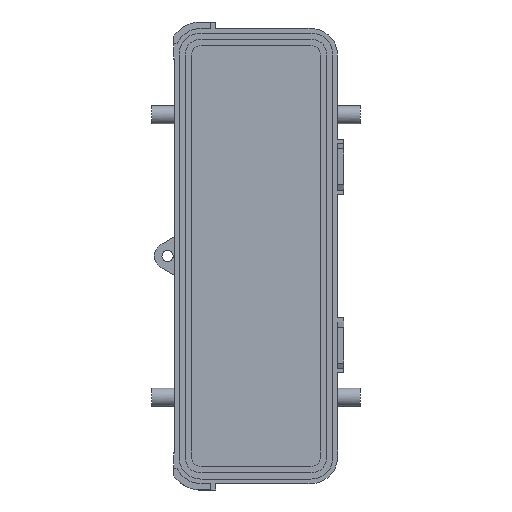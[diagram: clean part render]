
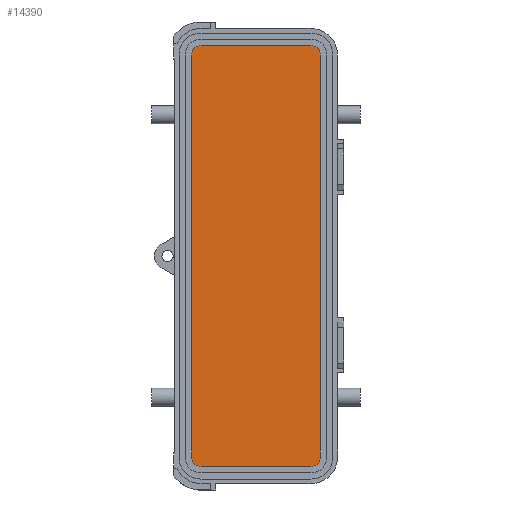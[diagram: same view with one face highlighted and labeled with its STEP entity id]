
A CAD part, top view. The second image highlights one B-rep face of the part: STEP entity #14390.
In plain terms, the highlighted planar face has unit normal (0, 0, 1).
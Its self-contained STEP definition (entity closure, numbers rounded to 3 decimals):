
#3110=CARTESIAN_POINT('',(-17.002,6.001,-9.5));
#3120=VERTEX_POINT('',#3110);
#3150=CARTESIAN_POINT('',(-17.002,0.,-9.5));
#3160=DIRECTION('',(0.,1.,0.));
#3170=VECTOR('',#3160,1.);
#3180=LINE('',#3150,#3170);
#3190=CARTESIAN_POINT('',(-17.002,-99.999,-9.5));
#3200=VERTEX_POINT('',#3190);
#3210=EDGE_CURVE('',#3200,#3120,#3180,.T.);
#5770=CARTESIAN_POINT('',(14.5,8.504,-9.5));
#5780=VERTEX_POINT('',#5770);
#5810=CARTESIAN_POINT('',(0.,8.504,-9.5));
#5820=DIRECTION('',(1.,0.,0.));
#5830=VECTOR('',#5820,1.);
#5840=LINE('',#5810,#5830);
#5850=CARTESIAN_POINT('',(-14.5,8.504,-9.5));
#5860=VERTEX_POINT('',#5850);
#5870=EDGE_CURVE('',#5860,#5780,#5840,.T.);
#11780=CARTESIAN_POINT('',(-14.5,6.001,-9.5));
#11790=DIRECTION('',(0.,0.,1.));
#11800=DIRECTION('',(1.,0.,0.));
#11810=AXIS2_PLACEMENT_3D('',#11780,#11790,#11800);
#11820=CIRCLE('',#11810,2.502);
#11830=EDGE_CURVE('',#5860,#3120,#11820,.T.);
#13880=CARTESIAN_POINT('',(18.389,-33.258,-9.5));
#13890=DIRECTION('',(0.,0.,-1.));
#13900=DIRECTION('',(1.,0.,0.));
#13910=AXIS2_PLACEMENT_3D('',#13880,#13890,#13900);
#13920=PLANE('',#13910);
#13930=ORIENTED_EDGE('',*,*,#11830,.T.);
#13940=ORIENTED_EDGE('',*,*,#5870,.F.);
#13950=CARTESIAN_POINT('',(14.5,6.001,-9.5));
#13960=DIRECTION('',(0.,0.,1.));
#13970=DIRECTION('',(1.,0.,0.));
#13980=AXIS2_PLACEMENT_3D('',#13950,#13960,#13970);
#13990=CIRCLE('',#13980,2.502);
#14000=CARTESIAN_POINT('',(17.002,6.001,-9.5));
#14010=VERTEX_POINT('',#14000);
#14020=EDGE_CURVE('',#14010,#5780,#13990,.T.);
#14030=ORIENTED_EDGE('',*,*,#14020,.T.);
#14040=CARTESIAN_POINT('',(17.002,0.,-9.5));
#14050=DIRECTION('',(0.,1.,0.));
#14060=VECTOR('',#14050,1.);
#14070=LINE('',#14040,#14060);
#14080=CARTESIAN_POINT('',(17.002,-99.999,-9.5));
#14090=VERTEX_POINT('',#14080);
#14100=EDGE_CURVE('',#14090,#14010,#14070,.T.);
#14110=ORIENTED_EDGE('',*,*,#14100,.T.);
#14120=CARTESIAN_POINT('',(14.5,-99.999,-9.5));
#14130=DIRECTION('',(0.,0.,-1.));
#14140=DIRECTION('',(1.,0.,0.));
#14150=AXIS2_PLACEMENT_3D('',#14120,#14130,#14140);
#14160=CIRCLE('',#14150,2.502);
#14170=CARTESIAN_POINT('',(14.5,-102.501,-9.5));
#14180=VERTEX_POINT('',#14170);
#14190=EDGE_CURVE('',#14090,#14180,#14160,.T.);
#14200=ORIENTED_EDGE('',*,*,#14190,.F.);
#14210=CARTESIAN_POINT('',(0.,-102.501,-9.5));
#14220=DIRECTION('',(1.,0.,0.));
#14230=VECTOR('',#14220,1.);
#14240=LINE('',#14210,#14230);
#14250=CARTESIAN_POINT('',(-14.5,-102.501,-9.5));
#14260=VERTEX_POINT('',#14250);
#14270=EDGE_CURVE('',#14260,#14180,#14240,.T.);
#14280=ORIENTED_EDGE('',*,*,#14270,.T.);
#14290=CARTESIAN_POINT('',(-14.5,-99.999,-9.5));
#14300=DIRECTION('',(0.,0.,-1.));
#14310=DIRECTION('',(1.,0.,0.));
#14320=AXIS2_PLACEMENT_3D('',#14290,#14300,#14310);
#14330=CIRCLE('',#14320,2.502);
#14340=EDGE_CURVE('',#14260,#3200,#14330,.T.);
#14350=ORIENTED_EDGE('',*,*,#14340,.F.);
#14360=ORIENTED_EDGE('',*,*,#3210,.F.);
#14370=EDGE_LOOP('',(#14360,#14350,#14280,#14200,#14110,#14030,#13940,
#13930));
#14380=FACE_OUTER_BOUND('',#14370,.T.);
#14390=ADVANCED_FACE('',(#14380),#13920,.F.);
